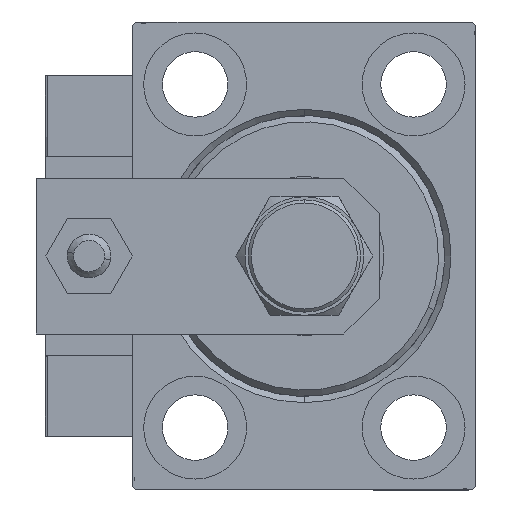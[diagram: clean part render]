
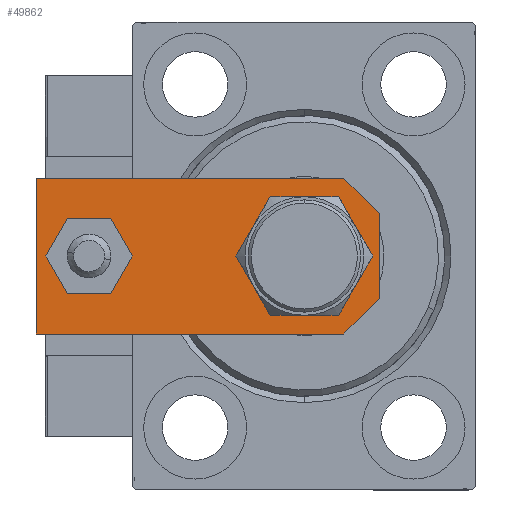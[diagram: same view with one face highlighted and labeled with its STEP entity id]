
A CAD part, left-side view. The second image highlights one B-rep face of the part: STEP entity #49862.
In plain terms, the highlighted face is planar.
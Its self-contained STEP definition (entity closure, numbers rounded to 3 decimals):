
#349 = DIRECTION ( 'NONE',  ( 1., 0., 0. ) ) ;
#388 = DIRECTION ( 'NONE',  ( -1., 0., 0. ) ) ;
#986 = VECTOR ( 'NONE', #3190, 1000. ) ;
#1112 = FACE_BOUND ( 'NONE', #24685, .T. ) ;
#1545 = DIRECTION ( 'NONE',  ( 0., 0., 1. ) ) ;
#1864 = ORIENTED_EDGE ( 'NONE', *, *, #28816, .T. ) ;
#2143 = VERTEX_POINT ( 'NONE', #28698 ) ;
#3190 = DIRECTION ( 'NONE',  ( 0., -1., 0. ) ) ;
#4921 = DIRECTION ( 'NONE',  ( 0.707, 0.707, 0. ) ) ;
#5066 = CARTESIAN_POINT ( 'NONE',  ( -12.5, 55., 6. ) ) ;
#5137 = VECTOR ( 'NONE', #33424, 1000. ) ;
#5219 = EDGE_LOOP ( 'NONE', ( #46969, #30647 ) ) ;
#5550 = FACE_BOUND ( 'NONE', #5219, .T. ) ;
#6060 = CARTESIAN_POINT ( 'NONE',  ( -6.84, 0., 6. ) ) ;
#6509 = EDGE_CURVE ( 'NONE', #24182, #37425, #27779, .T. ) ;
#6576 = CARTESIAN_POINT ( 'NONE',  ( -4., 46.5, 6. ) ) ;
#8273 = ORIENTED_EDGE ( 'NONE', *, *, #26759, .F. ) ;
#8734 = CARTESIAN_POINT ( 'NONE',  ( -8.25, 12., 6. ) ) ;
#8935 = CARTESIAN_POINT ( 'NONE',  ( 0., 0., 6. ) ) ;
#9004 = VERTEX_POINT ( 'NONE', #6576 ) ;
#10421 = ORIENTED_EDGE ( 'NONE', *, *, #15327, .T. ) ;
#10845 = CARTESIAN_POINT ( 'NONE',  ( 6.84, 0., 6. ) ) ;
#10915 = AXIS2_PLACEMENT_3D ( 'NONE', #31995, #19985, #47396 ) ;
#11775 = DIRECTION ( 'NONE',  ( 0., 0., 1. ) ) ;
#13620 = DIRECTION ( 'NONE',  ( 1., 0., 0. ) ) ;
#15327 = EDGE_CURVE ( 'NONE', #37319, #19074, #36489, .T. ) ;
#16118 = CARTESIAN_POINT ( 'NONE',  ( 4., 46.5, 6. ) ) ;
#16282 = EDGE_CURVE ( 'NONE', #28962, #46669, #23140, .T. ) ;
#16899 = LINE ( 'NONE', #43783, #986 ) ;
#16991 = LINE ( 'NONE', #25321, #5137 ) ;
#17049 = VECTOR ( 'NONE', #388, 1000. ) ;
#17274 = ORIENTED_EDGE ( 'NONE', *, *, #28290, .T. ) ;
#19074 = VERTEX_POINT ( 'NONE', #42823 ) ;
#19115 = AXIS2_PLACEMENT_3D ( 'NONE', #21608, #1545, #37528 ) ;
#19795 = VECTOR ( 'NONE', #4921, 1000. ) ;
#19985 = DIRECTION ( 'NONE',  ( 0., 0., 1. ) ) ;
#20662 = FACE_OUTER_BOUND ( 'NONE', #41222, .T. ) ;
#21608 = CARTESIAN_POINT ( 'NONE',  ( 0., 46.5, 6. ) ) ;
#23140 = CIRCLE ( 'NONE', #43944, 8.25 ) ;
#23498 = EDGE_CURVE ( 'NONE', #9004, #31260, #41615, .T. ) ;
#23500 = CARTESIAN_POINT ( 'NONE',  ( 3.42, -3.42, 6. ) ) ;
#24182 = VERTEX_POINT ( 'NONE', #38828 ) ;
#24685 = EDGE_LOOP ( 'NONE', ( #8273, #51395 ) ) ;
#25187 = LINE ( 'NONE', #41121, #25971 ) ;
#25321 = CARTESIAN_POINT ( 'NONE',  ( -3.42, -3.42, 6. ) ) ;
#25340 = DIRECTION ( 'NONE',  ( 0., 0., 1. ) ) ;
#25970 = DIRECTION ( 'NONE',  ( 0., 1., 0. ) ) ;
#25971 = VECTOR ( 'NONE', #25970, 1000. ) ;
#26759 = EDGE_CURVE ( 'NONE', #46669, #28962, #37592, .T. ) ;
#26978 = DIRECTION ( 'NONE',  ( 0., 0., 1. ) ) ;
#27182 = ORIENTED_EDGE ( 'NONE', *, *, #6509, .T. ) ;
#27551 = LINE ( 'NONE', #40046, #29325 ) ;
#27779 = LINE ( 'NONE', #28289, #17049 ) ;
#28289 = CARTESIAN_POINT ( 'NONE',  ( 12.5, 55., 6. ) ) ;
#28290 = EDGE_CURVE ( 'NONE', #30855, #37319, #27551, .T. ) ;
#28698 = CARTESIAN_POINT ( 'NONE',  ( -12.5, 5.66, 6. ) ) ;
#28816 = EDGE_CURVE ( 'NONE', #37425, #2143, #16899, .T. ) ;
#28962 = VERTEX_POINT ( 'NONE', #33594 ) ;
#29325 = VECTOR ( 'NONE', #36404, 1000. ) ;
#30647 = ORIENTED_EDGE ( 'NONE', *, *, #36063, .F. ) ;
#30855 = VERTEX_POINT ( 'NONE', #6060 ) ;
#31260 = VERTEX_POINT ( 'NONE', #16118 ) ;
#31995 = CARTESIAN_POINT ( 'NONE',  ( 0., 46.5, 6. ) ) ;
#32084 = AXIS2_PLACEMENT_3D ( 'NONE', #8935, #25340, #13620 ) ;
#32374 = ORIENTED_EDGE ( 'NONE', *, *, #37732, .T. ) ;
#32877 = ORIENTED_EDGE ( 'NONE', *, *, #41647, .T. ) ;
#33424 = DIRECTION ( 'NONE',  ( 0.707, -0.707, 0. ) ) ;
#33594 = CARTESIAN_POINT ( 'NONE',  ( 8.25, 12., 6. ) ) ;
#34228 = CIRCLE ( 'NONE', #10915, 4. ) ;
#34816 = CARTESIAN_POINT ( 'NONE',  ( 0., 12., 6. ) ) ;
#36063 = EDGE_CURVE ( 'NONE', #31260, #9004, #34228, .T. ) ;
#36404 = DIRECTION ( 'NONE',  ( 1., 0., 0. ) ) ;
#36489 = LINE ( 'NONE', #23500, #19795 ) ;
#37319 = VERTEX_POINT ( 'NONE', #10845 ) ;
#37425 = VERTEX_POINT ( 'NONE', #5066 ) ;
#37528 = DIRECTION ( 'NONE',  ( 1., 0., 0. ) ) ;
#37592 = CIRCLE ( 'NONE', #40938, 8.25 ) ;
#37732 = EDGE_CURVE ( 'NONE', #2143, #30855, #16991, .T. ) ;
#38828 = CARTESIAN_POINT ( 'NONE',  ( 12.5, 55., 6. ) ) ;
#40046 = CARTESIAN_POINT ( 'NONE',  ( -12.5, 0., 6. ) ) ;
#40495 = PLANE ( 'NONE',  #32084 ) ;
#40938 = AXIS2_PLACEMENT_3D ( 'NONE', #34816, #26978, #349 ) ;
#41121 = CARTESIAN_POINT ( 'NONE',  ( 12.5, 0., 6. ) ) ;
#41222 = EDGE_LOOP ( 'NONE', ( #1864, #32374, #17274, #10421, #32877, #27182 ) ) ;
#41615 = CIRCLE ( 'NONE', #19115, 4. ) ;
#41647 = EDGE_CURVE ( 'NONE', #19074, #24182, #25187, .T. ) ;
#42823 = CARTESIAN_POINT ( 'NONE',  ( 12.5, 5.66, 6. ) ) ;
#43783 = CARTESIAN_POINT ( 'NONE',  ( -12.5, 55., 6. ) ) ;
#43849 = CARTESIAN_POINT ( 'NONE',  ( 0., 12., 6. ) ) ;
#43944 = AXIS2_PLACEMENT_3D ( 'NONE', #43849, #11775, #44628 ) ;
#44628 = DIRECTION ( 'NONE',  ( 1., 0., 0. ) ) ;
#46669 = VERTEX_POINT ( 'NONE', #8734 ) ;
#46969 = ORIENTED_EDGE ( 'NONE', *, *, #23498, .F. ) ;
#47396 = DIRECTION ( 'NONE',  ( 1., 0., 0. ) ) ;
#49862 = ADVANCED_FACE ( 'NONE', ( #5550, #20662, #1112 ), #40495, .T. ) ;
#51395 = ORIENTED_EDGE ( 'NONE', *, *, #16282, .F. ) ;
